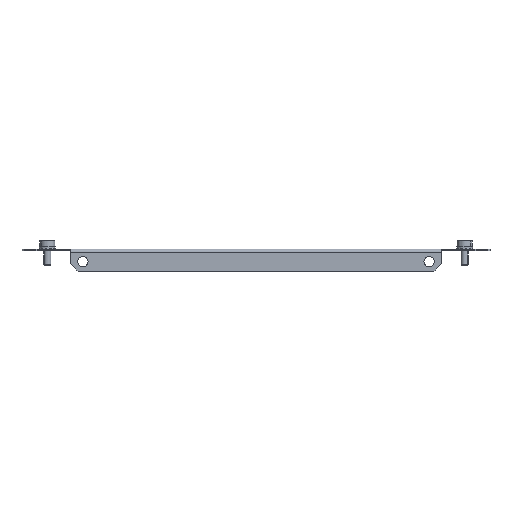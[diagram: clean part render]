
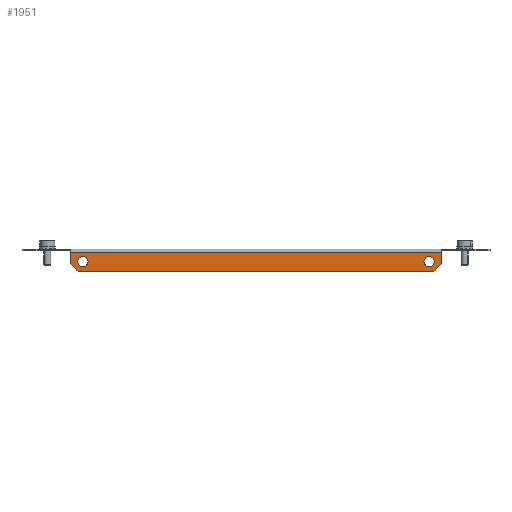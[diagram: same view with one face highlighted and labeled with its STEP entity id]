
A CAD part, front view. The second image highlights one B-rep face of the part: STEP entity #1951.
In plain terms, the highlighted planar face has unit normal (0, -1, 0).
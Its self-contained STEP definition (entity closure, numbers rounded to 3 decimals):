
#85 = CARTESIAN_POINT ( 'NONE',  ( 109.5, -24.5, -8. ) ) ;
#112 = AXIS2_PLACEMENT_3D ( 'NONE', #3786, #3851, #3445 ) ;
#198 = LINE ( 'NONE', #4415, #879 ) ;
#236 = PLANE ( 'NONE',  #2366 ) ;
#325 = VECTOR ( 'NONE', #3203, 1000. ) ;
#351 = CARTESIAN_POINT ( 'NONE',  ( 0., -24.5, -2. ) ) ;
#410 = VECTOR ( 'NONE', #2482, 1000. ) ;
#493 = DIRECTION ( 'NONE',  ( 0., -1., 0. ) ) ;
#499 = EDGE_CURVE ( 'NONE', #4101, #1608, #825, .T. ) ;
#566 = DIRECTION ( 'NONE',  ( 0., 0., 1. ) ) ;
#584 = CARTESIAN_POINT ( 'NONE',  ( 109.5, -24.5, -4.75 ) ) ;
#622 = VERTEX_POINT ( 'NONE', #4042 ) ;
#677 = CIRCLE ( 'NONE', #3503, 3.25 ) ;
#742 = VERTEX_POINT ( 'NONE', #1038 ) ;
#785 = ORIENTED_EDGE ( 'NONE', *, *, #4163, .T. ) ;
#825 = CIRCLE ( 'NONE', #2642, 3.25 ) ;
#838 = DIRECTION ( 'NONE',  ( 0., 0., 1. ) ) ;
#876 = CARTESIAN_POINT ( 'NONE',  ( -109.5, -24.5, -8. ) ) ;
#879 = VECTOR ( 'NONE', #4347, 1000. ) ;
#935 = CARTESIAN_POINT ( 'NONE',  ( 117.5, -24.5, -2. ) ) ;
#978 = EDGE_CURVE ( 'NONE', #4441, #622, #3814, .T. ) ;
#1038 = CARTESIAN_POINT ( 'NONE',  ( -117.5, -24.5, -2. ) ) ;
#1094 = DIRECTION ( 'NONE',  ( 0., 0., 1. ) ) ;
#1281 = EDGE_CURVE ( 'NONE', #1608, #4101, #2430, .T. ) ;
#1374 = CARTESIAN_POINT ( 'NONE',  ( -109.5, -24.5, -11.25 ) ) ;
#1475 = VECTOR ( 'NONE', #1595, 1000. ) ;
#1572 = FACE_BOUND ( 'NONE', #3408, .T. ) ;
#1595 = DIRECTION ( 'NONE',  ( -1., 0., 0. ) ) ;
#1608 = VERTEX_POINT ( 'NONE', #3031 ) ;
#1611 = CARTESIAN_POINT ( 'NONE',  ( 109.5, -24.5, -8. ) ) ;
#1614 = VERTEX_POINT ( 'NONE', #4070 ) ;
#1677 = VERTEX_POINT ( 'NONE', #2802 ) ;
#1727 = ORIENTED_EDGE ( 'NONE', *, *, #1281, .T. ) ;
#1731 = VERTEX_POINT ( 'NONE', #3145 ) ;
#1749 = VERTEX_POINT ( 'NONE', #2393 ) ;
#1760 = LINE ( 'NONE', #4486, #3136 ) ;
#1793 = EDGE_CURVE ( 'NONE', #1731, #1677, #2212, .T. ) ;
#1824 = ORIENTED_EDGE ( 'NONE', *, *, #2450, .T. ) ;
#1864 = ORIENTED_EDGE ( 'NONE', *, *, #4276, .T. ) ;
#1951 = ADVANCED_FACE ( 'NONE', ( #1572, #2957, #3975 ), #236, .T. ) ;
#2181 = DIRECTION ( 'NONE',  ( 0., 1., 0. ) ) ;
#2212 = LINE ( 'NONE', #4231, #410 ) ;
#2320 = ORIENTED_EDGE ( 'NONE', *, *, #3838, .F. ) ;
#2366 = AXIS2_PLACEMENT_3D ( 'NONE', #3026, #4409, #2679 ) ;
#2375 = ORIENTED_EDGE ( 'NONE', *, *, #499, .T. ) ;
#2393 = CARTESIAN_POINT ( 'NONE',  ( 117.5, -24.5, -9. ) ) ;
#2430 = CIRCLE ( 'NONE', #112, 3.25 ) ;
#2450 = EDGE_CURVE ( 'NONE', #1614, #1749, #2652, .T. ) ;
#2482 = DIRECTION ( 'NONE',  ( 0.707, 0., -0.707 ) ) ;
#2523 = VERTEX_POINT ( 'NONE', #935 ) ;
#2642 = AXIS2_PLACEMENT_3D ( 'NONE', #876, #2181, #838 ) ;
#2652 = LINE ( 'NONE', #3060, #4435 ) ;
#2679 = DIRECTION ( 'NONE',  ( 0., 0., 1. ) ) ;
#2792 = AXIS2_PLACEMENT_3D ( 'NONE', #85, #493, #3984 ) ;
#2802 = CARTESIAN_POINT ( 'NONE',  ( -112.5, -24.5, -14. ) ) ;
#2949 = EDGE_CURVE ( 'NONE', #1677, #1614, #198, .T. ) ;
#2957 = FACE_BOUND ( 'NONE', #3919, .T. ) ;
#2975 = DIRECTION ( 'NONE',  ( 0., -1., 0. ) ) ;
#3009 = LINE ( 'NONE', #351, #1475 ) ;
#3026 = CARTESIAN_POINT ( 'NONE',  ( 0., -24.5, 0. ) ) ;
#3031 = CARTESIAN_POINT ( 'NONE',  ( -109.5, -24.5, -4.75 ) ) ;
#3060 = CARTESIAN_POINT ( 'NONE',  ( 63.25, -24.5, -63.25 ) ) ;
#3086 = EDGE_CURVE ( 'NONE', #1749, #2523, #1760, .T. ) ;
#3136 = VECTOR ( 'NONE', #1094, 1000. ) ;
#3145 = CARTESIAN_POINT ( 'NONE',  ( -117.5, -24.5, -9. ) ) ;
#3163 = LINE ( 'NONE', #4223, #325 ) ;
#3203 = DIRECTION ( 'NONE',  ( 0., 0., -1. ) ) ;
#3298 = ORIENTED_EDGE ( 'NONE', *, *, #2949, .T. ) ;
#3328 = ORIENTED_EDGE ( 'NONE', *, *, #978, .F. ) ;
#3408 = EDGE_LOOP ( 'NONE', ( #3328, #2320 ) ) ;
#3445 = DIRECTION ( 'NONE',  ( 0., 0., 1. ) ) ;
#3503 = AXIS2_PLACEMENT_3D ( 'NONE', #1611, #2975, #566 ) ;
#3680 = DIRECTION ( 'NONE',  ( 0.707, 0., 0.707 ) ) ;
#3786 = CARTESIAN_POINT ( 'NONE',  ( -109.5, -24.5, -8. ) ) ;
#3814 = CIRCLE ( 'NONE', #2792, 3.25 ) ;
#3838 = EDGE_CURVE ( 'NONE', #622, #4441, #677, .T. ) ;
#3851 = DIRECTION ( 'NONE',  ( 0., 1., 0. ) ) ;
#3893 = ORIENTED_EDGE ( 'NONE', *, *, #3086, .T. ) ;
#3899 = ORIENTED_EDGE ( 'NONE', *, *, #1793, .T. ) ;
#3908 = EDGE_LOOP ( 'NONE', ( #3298, #1824, #3893, #785, #1864, #3899 ) ) ;
#3919 = EDGE_LOOP ( 'NONE', ( #1727, #2375 ) ) ;
#3975 = FACE_OUTER_BOUND ( 'NONE', #3908, .T. ) ;
#3984 = DIRECTION ( 'NONE',  ( 0., 0., 1. ) ) ;
#4042 = CARTESIAN_POINT ( 'NONE',  ( 109.5, -24.5, -11.25 ) ) ;
#4070 = CARTESIAN_POINT ( 'NONE',  ( 112.5, -24.5, -14. ) ) ;
#4101 = VERTEX_POINT ( 'NONE', #1374 ) ;
#4163 = EDGE_CURVE ( 'NONE', #2523, #742, #3009, .T. ) ;
#4223 = CARTESIAN_POINT ( 'NONE',  ( -117.5, -24.5, 0. ) ) ;
#4231 = CARTESIAN_POINT ( 'NONE',  ( -63.25, -24.5, -63.25 ) ) ;
#4276 = EDGE_CURVE ( 'NONE', #742, #1731, #3163, .T. ) ;
#4347 = DIRECTION ( 'NONE',  ( 1., 0., 0. ) ) ;
#4409 = DIRECTION ( 'NONE',  ( 0., -1., 0. ) ) ;
#4415 = CARTESIAN_POINT ( 'NONE',  ( 0., -24.5, -14. ) ) ;
#4435 = VECTOR ( 'NONE', #3680, 1000. ) ;
#4441 = VERTEX_POINT ( 'NONE', #584 ) ;
#4486 = CARTESIAN_POINT ( 'NONE',  ( 117.5, -24.5, 0. ) ) ;
